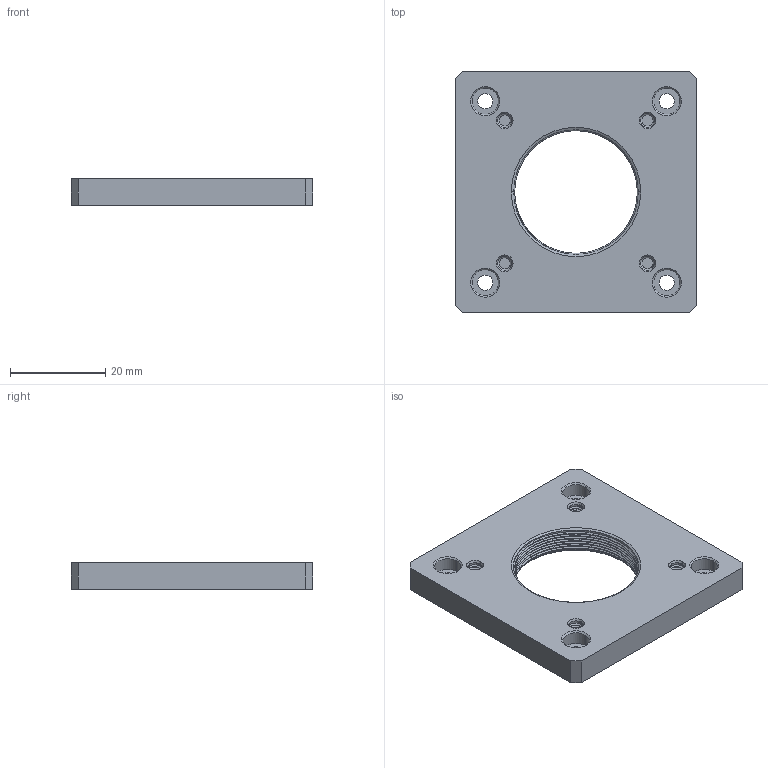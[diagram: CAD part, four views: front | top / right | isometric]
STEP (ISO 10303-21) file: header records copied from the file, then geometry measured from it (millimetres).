
FILE_DESCRIPTION((''),'2;1');
FILE_NAME('CSJ-T1','2021-05-24T',('Administrator'),(''),'CREO PARAMETRIC BY PTC INC, 2015290','CREO PARAMETRIC BY PTC INC, 2015290','');
FILE_SCHEMA(('CONFIG_CONTROL_DESIGN'));
Length unit declared in the file: millimetre
Products named in the file (1): CSJ-T1
Bounding box: 50.8 x 50.8 x 5.59 mm (x, y, z)
Volume: 10921.8 mm3; surface area: 6129.9 mm2
Topology: 1 solids, 1 shells, 149 faces, 378 edges, 239 vertices
Faces by surface type: cylinder 71, bspline 32, cone 28, plane 18
Entity records: 8518 total; most frequent: CARTESIAN_POINT 5198, ORIENTED_EDGE 756, DIRECTION 544, EDGE_CURVE 378, VERTEX_POINT 239, AXIS2_PLACEMENT_3D 197, EDGE_LOOP 167, VECTOR 150
